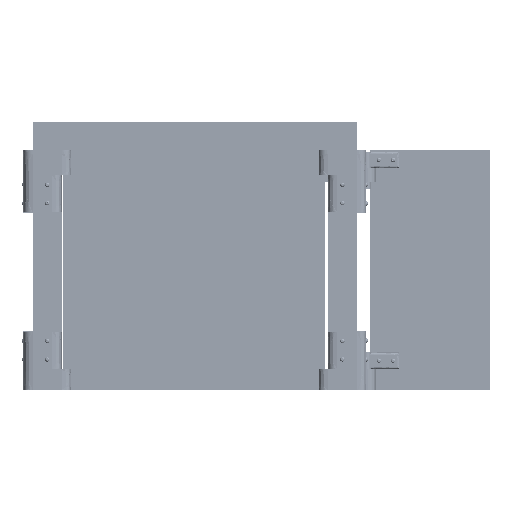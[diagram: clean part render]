
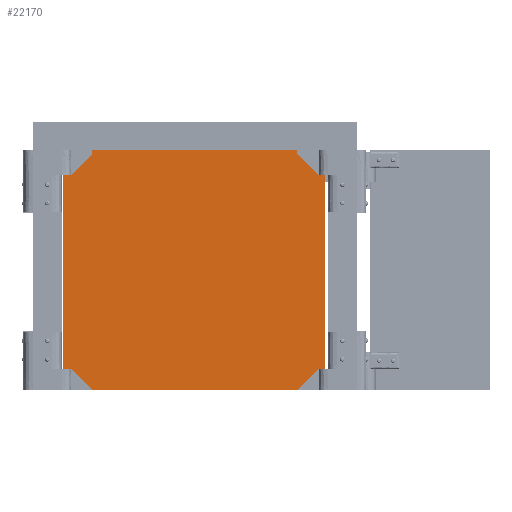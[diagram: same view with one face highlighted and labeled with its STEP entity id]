
A CAD part, left-side view. The second image highlights one B-rep face of the part: STEP entity #22170.
In plain terms, the highlighted face is planar.
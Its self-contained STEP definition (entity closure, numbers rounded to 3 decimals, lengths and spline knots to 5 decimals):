
#6831=ORIENTED_EDGE('',*,*,#10907,.F.);
#6832=ORIENTED_EDGE('',*,*,#10911,.F.);
#6833=ORIENTED_EDGE('',*,*,#10914,.T.);
#6834=ORIENTED_EDGE('',*,*,#10916,.T.);
#10907=EDGE_CURVE('',#13383,#13384,#15378,.T.);
#10911=EDGE_CURVE('',#13386,#13383,#15382,.T.);
#10914=EDGE_CURVE('',#13386,#13388,#15385,.T.);
#10916=EDGE_CURVE('',#13388,#13384,#15387,.T.);
#13383=VERTEX_POINT('',#44867);
#13384=VERTEX_POINT('',#44869);
#13386=VERTEX_POINT('',#44875);
#13388=VERTEX_POINT('',#44881);
#15378=LINE('',#44868,#17358);
#15382=LINE('',#44876,#17362);
#15385=LINE('',#44882,#17365);
#15387=LINE('',#44885,#17367);
#17358=VECTOR('',#26207,1.);
#17362=VECTOR('',#26213,1.);
#17365=VECTOR('',#26218,1.);
#17367=VECTOR('',#26222,1.);
#18833=EDGE_LOOP('',(#6831,#6832,#6833,#6834));
#20211=FACE_BOUND('',#18833,.T.);
#21110=PLANE('',#23260);
#22170=ADVANCED_FACE('',(#20211),#21110,.T.);
#23260=AXIS2_PLACEMENT_3D('',#44886,#26223,#26224);
#26207=DIRECTION('',(0.,0.,1.));
#26213=DIRECTION('',(-1.,0.,0.));
#26218=DIRECTION('',(0.,0.,1.));
#26222=DIRECTION('',(-1.,0.,0.));
#26223=DIRECTION('',(0.,-1.,0.));
#26224=DIRECTION('',(1.,0.,0.));
#44867=CARTESIAN_POINT('',(-0.22225,-0.25214,-0.40438));
#44868=CARTESIAN_POINT('',(-0.22225,-0.25214,-0.20118));
#44869=CARTESIAN_POINT('',(-0.22225,-0.25214,0.00203));
#44875=CARTESIAN_POINT('',(0.22225,-0.25214,-0.40438));
#44876=CARTESIAN_POINT('',(0.,-0.25214,-0.40438));
#44881=CARTESIAN_POINT('',(0.22225,-0.25214,0.00203));
#44882=CARTESIAN_POINT('',(0.22225,-0.25214,-0.20118));
#44885=CARTESIAN_POINT('',(0.,-0.25214,0.00203));
#44886=CARTESIAN_POINT('',(-0.00169,-0.25214,-0.20216));
